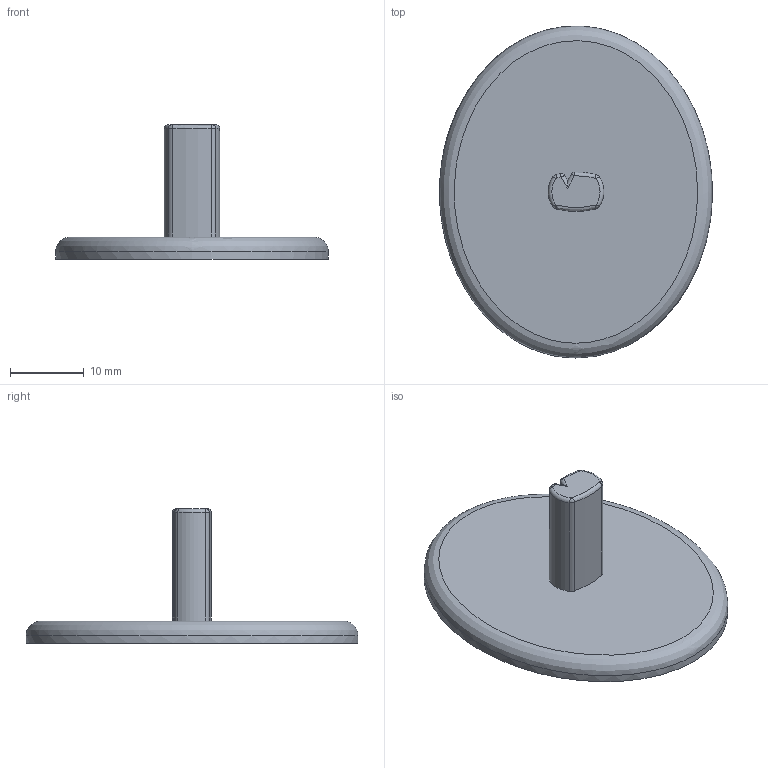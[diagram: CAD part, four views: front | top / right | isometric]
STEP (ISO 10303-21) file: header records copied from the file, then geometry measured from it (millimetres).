
FILE_DESCRIPTION(('FreeCAD Model'),'2;1');
FILE_NAME('Open CASCADE Shape Model','2023-02-27T19:14:52',('Author'),( ''),'Open CASCADE STEP processor 7.6','FreeCAD','Unknown');
FILE_SCHEMA(('AUTOMOTIVE_DESIGN { 1 0 10303 214 1 1 1 1 }'));
Length unit declared in the file: millimetre
Products named in the file (1): Body
Bounding box: 36.99 x 44.99 x 18.2 mm (x, y, z)
Volume: 4330.8 mm3; surface area: 3231.2 mm2
Topology: 1 solids, 1 shells, 35 faces, 82 edges, 44 vertices
Faces by surface type: bspline 13, cylinder 9, plane 5, torus 5, sphere 2, extrusion 1
Entity records: 4304 total; most frequent: CARTESIAN_POINT 2913, DIRECTION 216, ORIENTED_EDGE 152, PCURVE 152, DEFINITIONAL_REPRESENTATION 152, VECTOR 108, LINE 107, EDGE_CURVE 76
